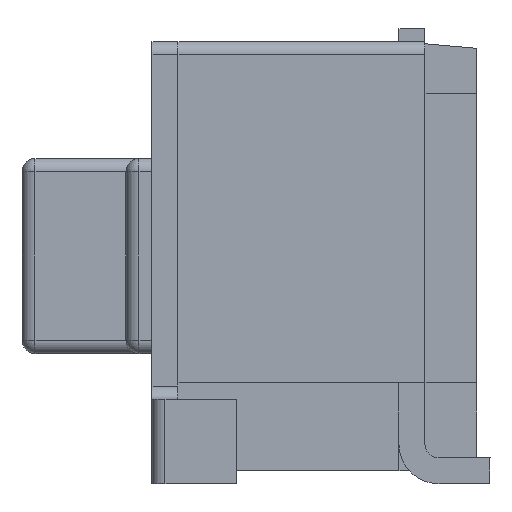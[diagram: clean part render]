
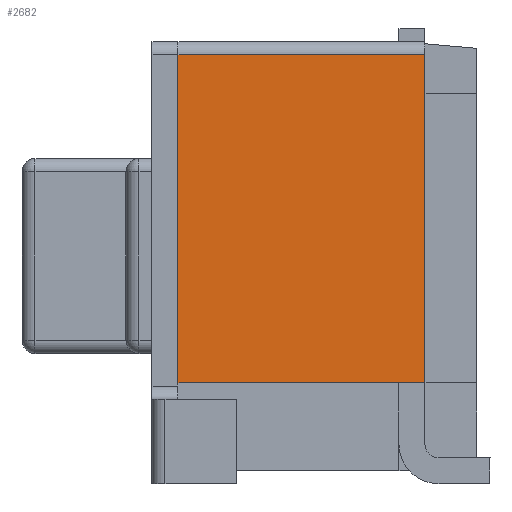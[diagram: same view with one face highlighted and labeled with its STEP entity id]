
A CAD part, left-side view. The second image highlights one B-rep face of the part: STEP entity #2682.
In plain terms, the highlighted planar face has unit normal (-1, 0, 0).
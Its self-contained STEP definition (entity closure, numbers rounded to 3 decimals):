
#158=FACE_OUTER_BOUND('',#319,.T.);
#319=EDGE_LOOP('',(#2130,#2131,#2132,#2133));
#629=LINE('',#4180,#920);
#650=LINE('',#4226,#941);
#663=LINE('',#4270,#954);
#677=LINE('',#4298,#968);
#920=VECTOR('',#3363,1000.);
#941=VECTOR('',#3392,1000.);
#954=VECTOR('',#3427,1000.);
#968=VECTOR('',#3451,1000.);
#1203=VERTEX_POINT('',#4177);
#1204=VERTEX_POINT('',#4179);
#1225=VERTEX_POINT('',#4225);
#1245=VERTEX_POINT('',#4268);
#1505=EDGE_CURVE('',#1203,#1204,#629,.T.);
#1527=EDGE_CURVE('',#1225,#1204,#650,.T.);
#1550=EDGE_CURVE('',#1245,#1203,#663,.T.);
#1565=EDGE_CURVE('',#1245,#1225,#677,.T.);
#2130=ORIENTED_EDGE('',*,*,#1527,.T.);
#2131=ORIENTED_EDGE('',*,*,#1505,.F.);
#2132=ORIENTED_EDGE('',*,*,#1550,.F.);
#2133=ORIENTED_EDGE('',*,*,#1565,.T.);
#2569=PLANE('',#2909);
#2682=ADVANCED_FACE('',(#158),#2569,.F.);
#2909=AXIS2_PLACEMENT_3D('',#4299,#3452,#3453);
#3363=DIRECTION('',(0.,1.,0.));
#3392=DIRECTION('',(0.,0.,-1.));
#3427=DIRECTION('',(0.,0.,-1.));
#3451=DIRECTION('',(0.,1.,0.));
#3452=DIRECTION('center_axis',(1.,0.,0.));
#3453=DIRECTION('ref_axis',(0.,1.,0.));
#4177=CARTESIAN_POINT('',(-3.45,-0.8,0.775));
#4179=CARTESIAN_POINT('',(-3.45,1.1,0.775));
#4180=CARTESIAN_POINT('',(-3.45,-0.8,0.775));
#4225=CARTESIAN_POINT('',(-3.45,1.1,3.3));
#4226=CARTESIAN_POINT('',(-3.45,1.1,0.775));
#4268=CARTESIAN_POINT('',(-3.45,-0.8,3.3));
#4270=CARTESIAN_POINT('',(-3.45,-0.8,0.775));
#4298=CARTESIAN_POINT('',(-3.45,-0.8,3.3));
#4299=CARTESIAN_POINT('Origin',(-3.45,-0.8,0.775));
